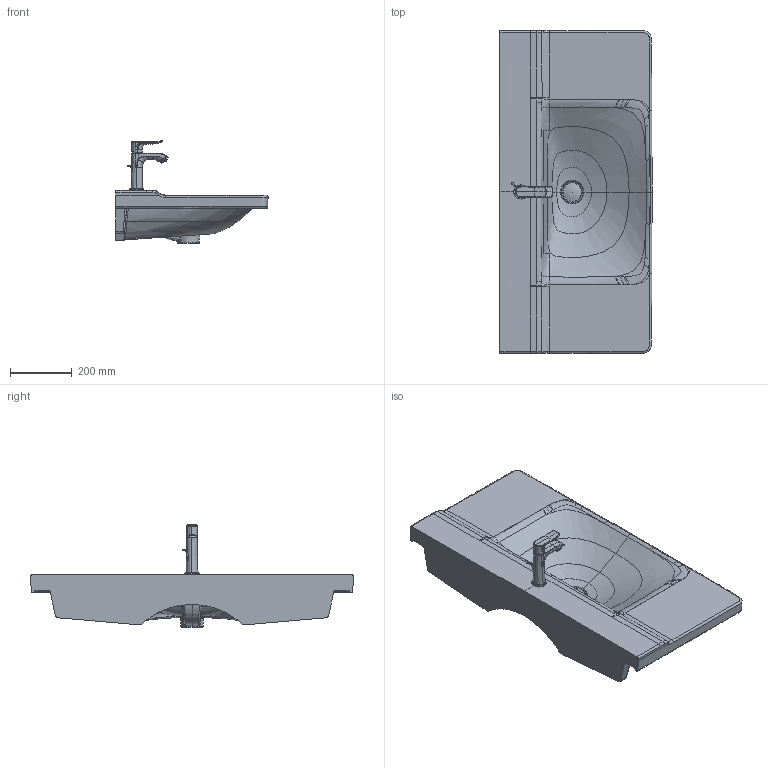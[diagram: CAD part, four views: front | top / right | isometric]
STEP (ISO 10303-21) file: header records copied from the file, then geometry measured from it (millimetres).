
FILE_DESCRIPTION((''),'2;1');
FILE_NAME('233210.stp','2015-11-10T15:19:26',('Administrator'),(''),'Autodesk Inventor 2011','Autodesk Inventor 2011','');
FILE_SCHEMA(('CONFIG_CONTROL_DESIGN'));
Length unit declared in the file: millimetre
Products named in the file (14): 233210; Kelch; Stopfen; WT-Armatur HANSGROHE METRIS; Gehäuse; Rosette Citerio; Griff_HWB_Metris; Griffstopfen; Zugstange Griff; Rosette Talis; Neoperl Strahler; Strahlreglerhuelse; Strahler
Assembly tree (13 placements, depth 4):
  233210
    233210
    Kelch
    Stopfen
    WT-Armatur HANSGROHE METRIS
      Gehäuse
      Rosette Citerio
      Griff_HWB_Metris
      Griffstopfen
      Zugstange Griff
      Rosette Talis
      Neoperl Strahler
        Strahlreglerhuelse
        Strahler
Bounding box: 494.75 x 1049.88 x 334.35 mm (x, y, z)
Volume: 22823134.2 mm3; surface area: 1569892.4 mm2
Topology: 11 solids, 11 shells, 1435 faces, 4020 edges, 2605 vertices
Faces by surface type: plane 512, bspline 474, cylinder 342, torus 48, cone 47, sphere 12
Full cylindrical faces by diameter (mm): 4 x1, 5 x1, 5.2 x1, 5.325 x1, 5.4 x1, 8.875 x1, 12.35 x1, 15.75 x1, 16 x1, 17.5 x1, 17.7 x1, 19.97 x1, 20.1 x1, 20.88 x1, 21 x1, 22.5 x2, 24 x2, 25 x1, 31.3 x1, 35 x1, 42 x1, 44 x1, 46 x1, 46.21 x1, 60 x1
Entity records: 156193 total; most frequent: CARTESIAN_POINT 121078, ORIENTED_EDGE 7882, DIRECTION 5673, EDGE_CURVE 3941, VERTEX_POINT 2586, AXIS2_PLACEMENT_3D 2232, EDGE_LOOP 1516, FACE_OUTER_BOUND 1435
